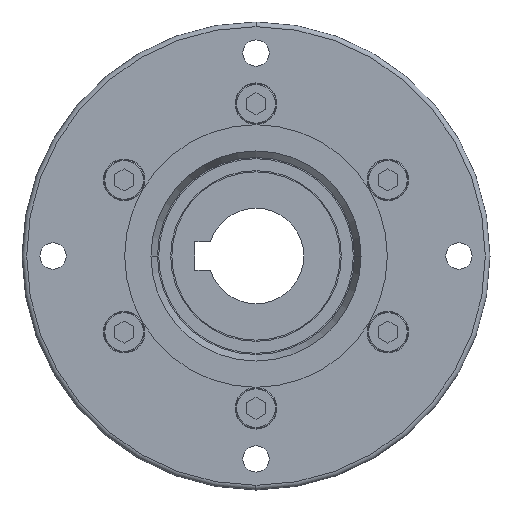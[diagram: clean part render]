
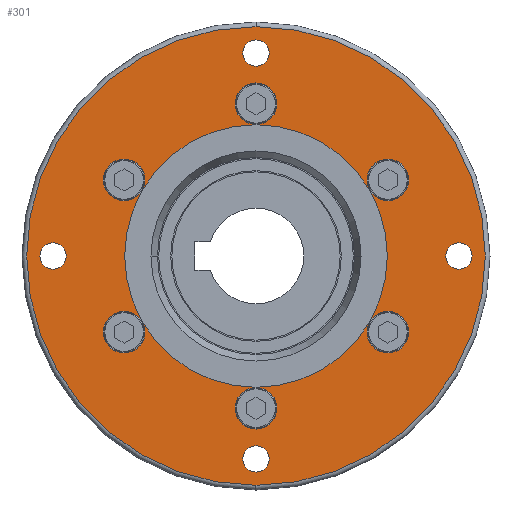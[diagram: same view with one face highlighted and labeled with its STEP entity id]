
A CAD part, left-side view. The second image highlights one B-rep face of the part: STEP entity #301.
In plain terms, the highlighted planar face has unit normal (-1, 0, 0).
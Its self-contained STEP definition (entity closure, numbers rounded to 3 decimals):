
#301=ADVANCED_FACE('',(#865,#866,#867,#868,#869,#870,#871,#872,#873,#874,#875,#876),#877,.T.);
#865=FACE_BOUND('',#1446,.T.);
#866=FACE_BOUND('',#1447,.T.);
#867=FACE_BOUND('',#1448,.T.);
#868=FACE_BOUND('',#1449,.T.);
#869=FACE_BOUND('',#1450,.T.);
#870=FACE_BOUND('',#1451,.T.);
#871=FACE_BOUND('',#1452,.T.);
#872=FACE_BOUND('',#1453,.T.);
#873=FACE_BOUND('',#1454,.T.);
#874=FACE_BOUND('',#1455,.T.);
#875=FACE_OUTER_BOUND('',#1456,.T.);
#876=FACE_BOUND('',#1457,.T.);
#877=PLANE('',#1458);
#1446=EDGE_LOOP('',(#3464,#3465));
#1447=EDGE_LOOP('',(#3466,#3467));
#1448=EDGE_LOOP('',(#3468,#3469));
#1449=EDGE_LOOP('',(#3470,#3471));
#1450=EDGE_LOOP('',(#3472,#3473));
#1451=EDGE_LOOP('',(#3474,#3475));
#1452=EDGE_LOOP('',(#3476,#3477));
#1453=EDGE_LOOP('',(#3478,#3479));
#1454=EDGE_LOOP('',(#3480,#3481));
#1455=EDGE_LOOP('',(#3482,#3483));
#1456=EDGE_LOOP('',(#3484,#3485,#3486));
#1457=EDGE_LOOP('',(#3487,#3488));
#1458=AXIS2_PLACEMENT_3D('',#3489,#3490,#3491);
#3464=ORIENTED_EDGE('',*,*,#3804,.T.);
#3465=ORIENTED_EDGE('',*,*,#3796,.T.);
#3466=ORIENTED_EDGE('',*,*,#3808,.T.);
#3467=ORIENTED_EDGE('',*,*,#3788,.T.);
#3468=ORIENTED_EDGE('',*,*,#3812,.T.);
#3469=ORIENTED_EDGE('',*,*,#3780,.T.);
#3470=ORIENTED_EDGE('',*,*,#3816,.T.);
#3471=ORIENTED_EDGE('',*,*,#3772,.T.);
#3472=ORIENTED_EDGE('',*,*,#3668,.T.);
#3473=ORIENTED_EDGE('',*,*,#4007,.T.);
#3474=ORIENTED_EDGE('',*,*,#3655,.T.);
#3475=ORIENTED_EDGE('',*,*,#4031,.T.);
#3476=ORIENTED_EDGE('',*,*,#3642,.T.);
#3477=ORIENTED_EDGE('',*,*,#4055,.T.);
#3478=ORIENTED_EDGE('',*,*,#3629,.T.);
#3479=ORIENTED_EDGE('',*,*,#4079,.T.);
#3480=ORIENTED_EDGE('',*,*,#3616,.T.);
#3481=ORIENTED_EDGE('',*,*,#4103,.T.);
#3482=ORIENTED_EDGE('',*,*,#3603,.T.);
#3483=ORIENTED_EDGE('',*,*,#4127,.T.);
#3484=ORIENTED_EDGE('',*,*,#4165,.T.);
#3485=ORIENTED_EDGE('',*,*,#3546,.T.);
#3486=ORIENTED_EDGE('',*,*,#4166,.T.);
#3487=ORIENTED_EDGE('',*,*,#3536,.T.);
#3488=ORIENTED_EDGE('',*,*,#4167,.T.);
#3489=CARTESIAN_POINT('',(3.0,0.0,0.0));
#3490=DIRECTION('',(-1.0,0.0,0.0));
#3491=DIRECTION('',(0.0,0.0,1.0));
#3536=EDGE_CURVE('',#4174,#4178,#4180,.T.);
#3546=EDGE_CURVE('',#4194,#4196,#4198,.T.);
#3603=EDGE_CURVE('',#4306,#4303,#4307,.T.);
#3616=EDGE_CURVE('',#4331,#4328,#4332,.T.);
#3629=EDGE_CURVE('',#4356,#4353,#4357,.T.);
#3642=EDGE_CURVE('',#4381,#4378,#4382,.T.);
#3655=EDGE_CURVE('',#4406,#4403,#4407,.T.);
#3668=EDGE_CURVE('',#4431,#4428,#4432,.T.);
#3772=EDGE_CURVE('',#4625,#4629,#4631,.T.);
#3780=EDGE_CURVE('',#4641,#4645,#4647,.T.);
#3788=EDGE_CURVE('',#4657,#4661,#4663,.T.);
#3796=EDGE_CURVE('',#4673,#4677,#4679,.T.);
#3804=EDGE_CURVE('',#4677,#4673,#4691,.T.);
#3808=EDGE_CURVE('',#4661,#4657,#4695,.T.);
#3812=EDGE_CURVE('',#4645,#4641,#4699,.T.);
#3816=EDGE_CURVE('',#4629,#4625,#4703,.T.);
#4007=EDGE_CURVE('',#4428,#4431,#4997,.T.);
#4031=EDGE_CURVE('',#4403,#4406,#5034,.T.);
#4055=EDGE_CURVE('',#4378,#4381,#5071,.T.);
#4079=EDGE_CURVE('',#4353,#4356,#5108,.T.);
#4103=EDGE_CURVE('',#4328,#4331,#5145,.T.);
#4127=EDGE_CURVE('',#4303,#4306,#5182,.T.);
#4165=EDGE_CURVE('',#5232,#4194,#5233,.T.);
#4166=EDGE_CURVE('',#4196,#5232,#5234,.T.);
#4167=EDGE_CURVE('',#4178,#4174,#5235,.T.);
#4174=VERTEX_POINT('',#5244);
#4178=VERTEX_POINT('',#5249);
#4180=CIRCLE('',#5252,27.5);
#4194=VERTEX_POINT('',#5268);
#4196=VERTEX_POINT('',#5270);
#4198=CIRCLE('',#5272,48.02);
#4303=VERTEX_POINT('',#5464);
#4306=VERTEX_POINT('',#5468);
#4307=CIRCLE('',#5469,4.356);
#4328=VERTEX_POINT('',#5493);
#4331=VERTEX_POINT('',#5497);
#4332=CIRCLE('',#5498,4.356);
#4353=VERTEX_POINT('',#5522);
#4356=VERTEX_POINT('',#5526);
#4357=CIRCLE('',#5527,4.356);
#4378=VERTEX_POINT('',#5551);
#4381=VERTEX_POINT('',#5555);
#4382=CIRCLE('',#5556,4.356);
#4403=VERTEX_POINT('',#5580);
#4406=VERTEX_POINT('',#5584);
#4407=CIRCLE('',#5585,4.356);
#4428=VERTEX_POINT('',#5609);
#4431=VERTEX_POINT('',#5613);
#4432=CIRCLE('',#5614,4.356);
#4625=VERTEX_POINT('',#5840);
#4629=VERTEX_POINT('',#5845);
#4631=CIRCLE('',#5848,2.75);
#4641=VERTEX_POINT('',#5860);
#4645=VERTEX_POINT('',#5865);
#4647=CIRCLE('',#5868,2.75);
#4657=VERTEX_POINT('',#5880);
#4661=VERTEX_POINT('',#5885);
#4663=CIRCLE('',#5888,2.75);
#4673=VERTEX_POINT('',#5900);
#4677=VERTEX_POINT('',#5905);
#4679=CIRCLE('',#5908,2.75);
#4691=CIRCLE('',#5922,2.75);
#4695=CIRCLE('',#5926,2.75);
#4699=CIRCLE('',#5930,2.75);
#4703=CIRCLE('',#5934,2.75);
#4997=CIRCLE('',#6368,4.356);
#5034=CIRCLE('',#6423,4.356);
#5071=CIRCLE('',#6478,4.356);
#5108=CIRCLE('',#6533,4.356);
#5145=CIRCLE('',#6588,4.356);
#5182=CIRCLE('',#6643,4.356);
#5232=VERTEX_POINT('',#6701);
#5233=CIRCLE('',#6702,48.02);
#5234=CIRCLE('',#6703,48.02);
#5235=CIRCLE('',#6704,27.5);
#5244=CARTESIAN_POINT('',(3.0,0.0,-27.5));
#5249=CARTESIAN_POINT('',(3.0,0.,27.5));
#5252=AXIS2_PLACEMENT_3D('',#6717,#6718,#6719);
#5268=CARTESIAN_POINT('',(3.0,0.,48.02));
#5270=CARTESIAN_POINT('',(3.0,0.,-48.02));
#5272=AXIS2_PLACEMENT_3D('',#6743,#6744,#6745);
#5464=CARTESIAN_POINT('',(3.0,31.377,18.116));
#5468=CARTESIAN_POINT('',(3.0,23.832,13.759));
#5469=AXIS2_PLACEMENT_3D('',#6863,#6864,#6865);
#5493=CARTESIAN_POINT('',(3.0,0.,36.231));
#5497=CARTESIAN_POINT('',(3.0,0.,27.519));
#5498=AXIS2_PLACEMENT_3D('',#6894,#6895,#6896);
#5522=CARTESIAN_POINT('',(3.0,-31.377,18.116));
#5526=CARTESIAN_POINT('',(3.0,-23.832,13.759));
#5527=AXIS2_PLACEMENT_3D('',#6925,#6926,#6927);
#5551=CARTESIAN_POINT('',(3.0,-31.377,-18.116));
#5555=CARTESIAN_POINT('',(3.0,-23.832,-13.759));
#5556=AXIS2_PLACEMENT_3D('',#6956,#6957,#6958);
#5580=CARTESIAN_POINT('',(3.0,0.,-36.231));
#5584=CARTESIAN_POINT('',(3.0,0.,-27.519));
#5585=AXIS2_PLACEMENT_3D('',#6987,#6988,#6989);
#5609=CARTESIAN_POINT('',(3.0,31.377,-18.116));
#5613=CARTESIAN_POINT('',(3.0,23.832,-13.759));
#5614=AXIS2_PLACEMENT_3D('',#7018,#7019,#7020);
#5840=CARTESIAN_POINT('',(3.0,42.5,-2.75));
#5845=CARTESIAN_POINT('',(3.0,42.5,2.75));
#5848=AXIS2_PLACEMENT_3D('',#7260,#7261,#7262);
#5860=CARTESIAN_POINT('',(3.0,2.75,42.5));
#5865=CARTESIAN_POINT('',(3.0,-2.75,42.5));
#5868=AXIS2_PLACEMENT_3D('',#7276,#7277,#7278);
#5880=CARTESIAN_POINT('',(3.0,-42.5,2.75));
#5885=CARTESIAN_POINT('',(3.0,-42.5,-2.75));
#5888=AXIS2_PLACEMENT_3D('',#7292,#7293,#7294);
#5900=CARTESIAN_POINT('',(3.0,-2.75,-42.5));
#5905=CARTESIAN_POINT('',(3.0,2.75,-42.5));
#5908=AXIS2_PLACEMENT_3D('',#7308,#7309,#7310);
#5922=AXIS2_PLACEMENT_3D('',#7328,#7329,#7330);
#5926=AXIS2_PLACEMENT_3D('',#7340,#7341,#7342);
#5930=AXIS2_PLACEMENT_3D('',#7352,#7353,#7354);
#5934=AXIS2_PLACEMENT_3D('',#7364,#7365,#7366);
#6368=AXIS2_PLACEMENT_3D('',#7657,#7658,#7659);
#6423=AXIS2_PLACEMENT_3D('',#7693,#7694,#7695);
#6478=AXIS2_PLACEMENT_3D('',#7729,#7730,#7731);
#6533=AXIS2_PLACEMENT_3D('',#7765,#7766,#7767);
#6588=AXIS2_PLACEMENT_3D('',#7801,#7802,#7803);
#6643=AXIS2_PLACEMENT_3D('',#7837,#7838,#7839);
#6701=CARTESIAN_POINT('',(3.0,-48.02,0.));
#6702=AXIS2_PLACEMENT_3D('',#7935,#7936,#7937);
#6703=AXIS2_PLACEMENT_3D('',#7938,#7939,#7940);
#6704=AXIS2_PLACEMENT_3D('',#7941,#7942,#7943);
#6717=CARTESIAN_POINT('',(3.0,0.0,0.0));
#6718=DIRECTION('',(1.0,0.0,0.0));
#6719=DIRECTION('',(0.0,0.0,-1.0));
#6743=CARTESIAN_POINT('',(3.0,0.,0.));
#6744=DIRECTION('',(-1.0,-0.0,0.0));
#6745=DIRECTION('',(0.0,-1.0,0.));
#6863=CARTESIAN_POINT('',(3.0,27.605,15.938));
#6864=DIRECTION('',(1.0,0.0,-0.0));
#6865=DIRECTION('',(0.0,0.866,0.5));
#6894=CARTESIAN_POINT('',(3.0,0.,31.875));
#6895=DIRECTION('',(1.0,0.0,-0.0));
#6896=DIRECTION('',(0.0,0.,1.0));
#6925=CARTESIAN_POINT('',(3.0,-27.605,15.938));
#6926=DIRECTION('',(1.0,0.0,0.0));
#6927=DIRECTION('',(0.0,-0.866,0.5));
#6956=CARTESIAN_POINT('',(3.0,-27.605,-15.938));
#6957=DIRECTION('',(1.0,0.0,0.0));
#6958=DIRECTION('',(0.0,-0.866,-0.5));
#6987=CARTESIAN_POINT('',(3.0,0.,-31.875));
#6988=DIRECTION('',(1.0,0.0,0.0));
#6989=DIRECTION('',(0.0,0.,-1.0));
#7018=CARTESIAN_POINT('',(3.0,27.605,-15.938));
#7019=DIRECTION('',(1.0,0.0,0.0));
#7020=DIRECTION('',(0.0,0.866,-0.5));
#7260=CARTESIAN_POINT('',(3.0,42.5,0.0));
#7261=DIRECTION('',(1.0,0.0,0.0));
#7262=DIRECTION('',(0.0,0.0,-1.0));
#7276=CARTESIAN_POINT('',(3.0,0.,42.5));
#7277=DIRECTION('',(1.0,0.0,0.0));
#7278=DIRECTION('',(0.0,1.0,0.));
#7292=CARTESIAN_POINT('',(3.0,-42.5,0.));
#7293=DIRECTION('',(1.0,0.0,-0.0));
#7294=DIRECTION('',(0.0,0.,1.0));
#7308=CARTESIAN_POINT('',(3.0,0.,-42.5));
#7309=DIRECTION('',(1.0,0.0,0.0));
#7310=DIRECTION('',(0.0,-1.0,0.));
#7328=CARTESIAN_POINT('',(3.0,0.,-42.5));
#7329=DIRECTION('',(1.0,0.0,0.0));
#7330=DIRECTION('',(0.0,-1.0,0.));
#7340=CARTESIAN_POINT('',(3.0,-42.5,0.));
#7341=DIRECTION('',(1.0,0.0,-0.0));
#7342=DIRECTION('',(0.0,0.,1.0));
#7352=CARTESIAN_POINT('',(3.0,0.,42.5));
#7353=DIRECTION('',(1.0,0.0,0.0));
#7354=DIRECTION('',(0.0,1.0,0.));
#7364=CARTESIAN_POINT('',(3.0,42.5,0.0));
#7365=DIRECTION('',(1.0,0.0,0.0));
#7366=DIRECTION('',(0.0,0.0,-1.0));
#7657=CARTESIAN_POINT('',(3.0,27.605,-15.938));
#7658=DIRECTION('',(1.0,0.0,0.0));
#7659=DIRECTION('',(0.0,0.866,-0.5));
#7693=CARTESIAN_POINT('',(3.0,0.,-31.875));
#7694=DIRECTION('',(1.0,0.0,0.0));
#7695=DIRECTION('',(0.0,0.,-1.0));
#7729=CARTESIAN_POINT('',(3.0,-27.605,-15.938));
#7730=DIRECTION('',(1.0,0.0,0.0));
#7731=DIRECTION('',(0.0,-0.866,-0.5));
#7765=CARTESIAN_POINT('',(3.0,-27.605,15.938));
#7766=DIRECTION('',(1.0,0.0,0.0));
#7767=DIRECTION('',(0.0,-0.866,0.5));
#7801=CARTESIAN_POINT('',(3.0,0.,31.875));
#7802=DIRECTION('',(1.0,0.0,-0.0));
#7803=DIRECTION('',(0.0,0.,1.0));
#7837=CARTESIAN_POINT('',(3.0,27.605,15.938));
#7838=DIRECTION('',(1.0,0.0,-0.0));
#7839=DIRECTION('',(0.0,0.866,0.5));
#7935=CARTESIAN_POINT('',(3.0,0.,0.));
#7936=DIRECTION('',(-1.0,-0.0,0.0));
#7937=DIRECTION('',(0.0,-1.0,0.));
#7938=CARTESIAN_POINT('',(3.0,0.,0.));
#7939=DIRECTION('',(-1.0,-0.0,0.0));
#7940=DIRECTION('',(0.0,-1.0,0.));
#7941=CARTESIAN_POINT('',(3.0,0.0,0.0));
#7942=DIRECTION('',(1.0,0.0,0.0));
#7943=DIRECTION('',(0.0,0.0,-1.0));
